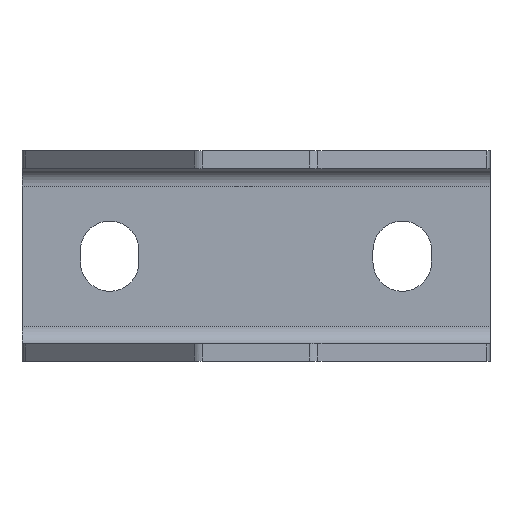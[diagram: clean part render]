
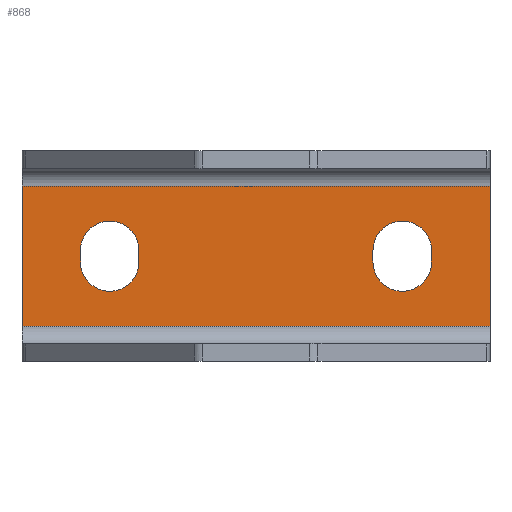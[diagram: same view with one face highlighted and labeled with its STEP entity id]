
A CAD part, top view. The second image highlights one B-rep face of the part: STEP entity #868.
In plain terms, the highlighted planar face has unit normal (0, 0, 1).
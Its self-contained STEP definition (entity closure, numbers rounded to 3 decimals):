
#450=CARTESIAN_POINT('Vertex',(20.,-6.,1.5)) ;
#474=CARTESIAN_POINT('Vertex',(-20.,-6.,1.5)) ;
#501=CARTESIAN_POINT('Line Origine',(0.,-6.,1.5)) ;
#548=CARTESIAN_POINT('Vertex',(-15.,-0.5,1.5)) ;
#551=CARTESIAN_POINT('Axis2P3D Location',(-12.5,-0.5,1.5)) ;
#555=CARTESIAN_POINT('Vertex',(-10.,-0.5,1.5)) ;
#581=CARTESIAN_POINT('Vertex',(-15.,0.5,1.5)) ;
#584=CARTESIAN_POINT('Line Origine',(-15.,0.,1.5)) ;
#613=CARTESIAN_POINT('Line Origine',(-10.,0.,1.5)) ;
#617=CARTESIAN_POINT('Vertex',(-10.,0.5,1.5)) ;
#637=CARTESIAN_POINT('Axis2P3D Location',(-12.5,0.5,1.5)) ;
#672=CARTESIAN_POINT('Vertex',(10.,-0.5,1.5)) ;
#675=CARTESIAN_POINT('Axis2P3D Location',(12.5,-0.5,1.5)) ;
#679=CARTESIAN_POINT('Vertex',(15.,-0.5,1.5)) ;
#705=CARTESIAN_POINT('Vertex',(10.,0.5,1.5)) ;
#708=CARTESIAN_POINT('Line Origine',(10.,0.,1.5)) ;
#737=CARTESIAN_POINT('Line Origine',(15.,0.,1.5)) ;
#741=CARTESIAN_POINT('Vertex',(15.,0.5,1.5)) ;
#761=CARTESIAN_POINT('Axis2P3D Location',(12.5,0.5,1.5)) ;
#789=CARTESIAN_POINT('Vertex',(20.,6.,1.5)) ;
#792=CARTESIAN_POINT('Line Origine',(20.,0.,1.5)) ;
#821=CARTESIAN_POINT('Line Origine',(-20.,0.,1.5)) ;
#825=CARTESIAN_POINT('Vertex',(-20.,6.,1.5)) ;
#840=CARTESIAN_POINT('Axis2P3D Location',(0.,0.,1.5)) ;
#845=CARTESIAN_POINT('Line Origine',(0.,6.,1.5)) ;
#503=VECTOR('Line Direction',#502,1.) ;
#586=VECTOR('Line Direction',#585,1.) ;
#615=VECTOR('Line Direction',#614,1.) ;
#710=VECTOR('Line Direction',#709,1.) ;
#739=VECTOR('Line Direction',#738,1.) ;
#794=VECTOR('Line Direction',#793,1.) ;
#823=VECTOR('Line Direction',#822,1.) ;
#847=VECTOR('Line Direction',#846,1.) ;
#502=DIRECTION('Vector Direction',(-1.,0.,0.)) ;
#552=DIRECTION('Axis2P3D Direction',(0.,0.,1.)) ;
#585=DIRECTION('Vector Direction',(0.,1.,0.)) ;
#614=DIRECTION('Vector Direction',(0.,1.,0.)) ;
#638=DIRECTION('Axis2P3D Direction',(0.,0.,1.)) ;
#676=DIRECTION('Axis2P3D Direction',(0.,0.,1.)) ;
#709=DIRECTION('Vector Direction',(0.,1.,0.)) ;
#738=DIRECTION('Vector Direction',(0.,1.,0.)) ;
#762=DIRECTION('Axis2P3D Direction',(0.,0.,1.)) ;
#793=DIRECTION('Vector Direction',(0.,1.,0.)) ;
#822=DIRECTION('Vector Direction',(0.,-1.,0.)) ;
#841=DIRECTION('Axis2P3D Direction',(0.,0.,1.)) ;
#842=DIRECTION('Axis2P3D XDirection',(1.,0.,0.)) ;
#846=DIRECTION('Vector Direction',(1.,0.,0.)) ;
#553=AXIS2_PLACEMENT_3D('Circle Axis2P3D',#551,#552,$) ;
#639=AXIS2_PLACEMENT_3D('Circle Axis2P3D',#637,#638,$) ;
#677=AXIS2_PLACEMENT_3D('Circle Axis2P3D',#675,#676,$) ;
#763=AXIS2_PLACEMENT_3D('Circle Axis2P3D',#761,#762,$) ;
#843=AXIS2_PLACEMENT_3D('Plane Axis2P3D',#840,#841,#842) ;
#504=LINE('Line',#501,#503) ;
#587=LINE('Line',#584,#586) ;
#616=LINE('Line',#613,#615) ;
#711=LINE('Line',#708,#710) ;
#740=LINE('Line',#737,#739) ;
#795=LINE('Line',#792,#794) ;
#824=LINE('Line',#821,#823) ;
#848=LINE('Line',#845,#847) ;
#554=CIRCLE('generated circle',#553,2.5) ;
#640=CIRCLE('generated circle',#639,2.5) ;
#678=CIRCLE('generated circle',#677,2.5) ;
#764=CIRCLE('generated circle',#763,2.5) ;
#844=PLANE('',#843) ;
#861=FACE_BOUND('',#856,.T.) ;
#867=FACE_BOUND('',#862,.T.) ;
#505=EDGE_CURVE('',#451,#475,#504,.T.) ;
#557=EDGE_CURVE('',#549,#556,#554,.T.) ;
#588=EDGE_CURVE('',#549,#582,#587,.T.) ;
#619=EDGE_CURVE('',#556,#618,#616,.T.) ;
#641=EDGE_CURVE('',#618,#582,#640,.T.) ;
#681=EDGE_CURVE('',#673,#680,#678,.T.) ;
#712=EDGE_CURVE('',#673,#706,#711,.T.) ;
#743=EDGE_CURVE('',#680,#742,#740,.T.) ;
#765=EDGE_CURVE('',#742,#706,#764,.T.) ;
#796=EDGE_CURVE('',#451,#790,#795,.T.) ;
#827=EDGE_CURVE('',#826,#475,#824,.T.) ;
#849=EDGE_CURVE('',#826,#790,#848,.T.) ;
#851=ORIENTED_EDGE('',*,*,#849,.F.) ;
#852=ORIENTED_EDGE('',*,*,#827,.T.) ;
#853=ORIENTED_EDGE('',*,*,#505,.F.) ;
#854=ORIENTED_EDGE('',*,*,#796,.T.) ;
#857=ORIENTED_EDGE('',*,*,#557,.F.) ;
#858=ORIENTED_EDGE('',*,*,#588,.T.) ;
#859=ORIENTED_EDGE('',*,*,#641,.F.) ;
#860=ORIENTED_EDGE('',*,*,#619,.F.) ;
#863=ORIENTED_EDGE('',*,*,#681,.F.) ;
#864=ORIENTED_EDGE('',*,*,#712,.T.) ;
#865=ORIENTED_EDGE('',*,*,#765,.F.) ;
#866=ORIENTED_EDGE('',*,*,#743,.F.) ;
#850=EDGE_LOOP('',(#851,#852,#853,#854)) ;
#856=EDGE_LOOP('',(#857,#858,#859,#860)) ;
#862=EDGE_LOOP('',(#863,#864,#865,#866)) ;
#451=VERTEX_POINT('',#450) ;
#475=VERTEX_POINT('',#474) ;
#549=VERTEX_POINT('',#548) ;
#556=VERTEX_POINT('',#555) ;
#582=VERTEX_POINT('',#581) ;
#618=VERTEX_POINT('',#617) ;
#673=VERTEX_POINT('',#672) ;
#680=VERTEX_POINT('',#679) ;
#706=VERTEX_POINT('',#705) ;
#742=VERTEX_POINT('',#741) ;
#790=VERTEX_POINT('',#789) ;
#826=VERTEX_POINT('',#825) ;
#868=ADVANCED_FACE('PartBody',(#855,#861,#867),#844,.T.) ;
#855=FACE_OUTER_BOUND('',#850,.T.) ;
